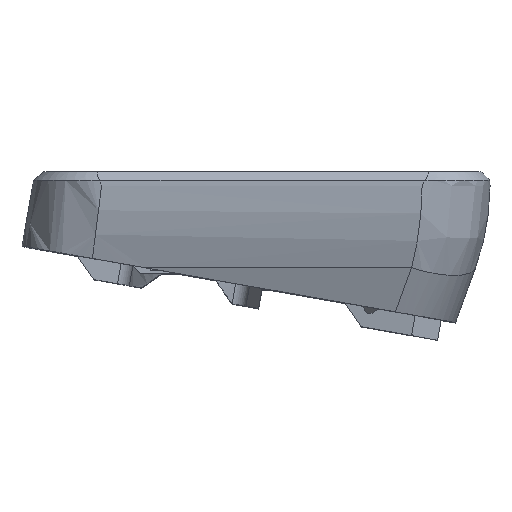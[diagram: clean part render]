
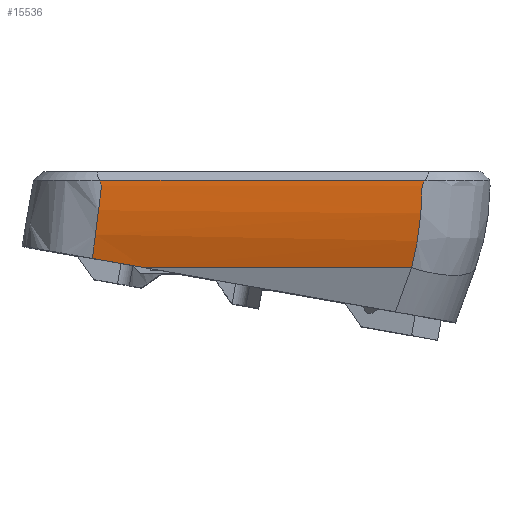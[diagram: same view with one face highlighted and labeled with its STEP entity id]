
A CAD part, top view. The second image highlights one B-rep face of the part: STEP entity #15536.
In plain terms, the highlighted cylindrical face has radius 50 mm (diameter 100 mm), a partial arc.
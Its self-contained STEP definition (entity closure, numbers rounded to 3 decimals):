
#152=CYLINDRICAL_SURFACE('',#16438,50.);
#414=ELLIPSE('',#16395,41.985,27.515);
#415=ELLIPSE('',#16396,61.612,50.);
#418=ELLIPSE('',#16439,287.939,50.);
#688=B_SPLINE_CURVE_WITH_KNOTS('',3,(#23369,#23370,#23371,#23372,#23373,
#23374),.UNSPECIFIED.,.F.,.F.,(4,2,4),(0.,0.001,0.003),
 .UNSPECIFIED.);
#694=B_SPLINE_CURVE_WITH_KNOTS('',3,(#23750,#23751,#23752,#23753,#23754,
#23755),.UNSPECIFIED.,.F.,.F.,(4,2,4),(0.,0.001,
0.003),.UNSPECIFIED.);
#698=B_SPLINE_CURVE_WITH_KNOTS('',3,(#23946,#23947,#23948,#23949,#23950,
#23951,#23952,#23953,#23954,#23955,#23956,#23957,#23958,#23959,#23960,#23961,
#23962,#23963,#23964),.UNSPECIFIED.,.F.,.F.,(4,3,3,3,3,3,4),(0.,0.002,
0.025,0.047,0.069,0.091,
0.099),.UNSPECIFIED.);
#702=B_SPLINE_CURVE_WITH_KNOTS('',3,(#24298,#24299,#24300,#24301,#24302,
#24303,#24304,#24305,#24306,#24307,#24308,#24309,#24310,#24311,#24312,#24313,
#24314,#24315,#24316),.UNSPECIFIED.,.F.,.F.,(4,3,3,3,3,3,4),(1.262,
1.312,1.362,1.413,1.463,1.515,
1.566),.UNSPECIFIED.);
#834=CIRCLE('',#16434,56.401);
#1210=FACE_OUTER_BOUND('',#2060,.T.);
#2060=EDGE_LOOP('',(#10397,#10398,#10399,#10400,#10401,#10402,#10403,#10404,
#10405,#10406));
#3000=LINE('',#23570,#4649);
#3025=LINE('',#24489,#4674);
#4649=VECTOR('',#17885,10.);
#4674=VECTOR('',#18016,10.);
#6304=VERTEX_POINT('',#23361);
#6305=VERTEX_POINT('',#23368);
#6308=VERTEX_POINT('',#23563);
#6309=VERTEX_POINT('',#23701);
#6319=VERTEX_POINT('',#23943);
#6320=VERTEX_POINT('',#23945);
#6321=VERTEX_POINT('',#23965);
#6381=VERTEX_POINT('',#24284);
#6382=VERTEX_POINT('',#24297);
#6386=VERTEX_POINT('',#24487);
#7870=EDGE_CURVE('',#6304,#6305,#688,.T.);
#7875=EDGE_CURVE('',#6308,#6304,#3000,.T.);
#7878=EDGE_CURVE('',#6309,#6308,#694,.T.);
#7890=EDGE_CURVE('',#6319,#6305,#414,.T.);
#7891=EDGE_CURVE('',#6320,#6319,#698,.T.);
#7892=EDGE_CURVE('',#6320,#6321,#415,.T.);
#7954=EDGE_CURVE('',#6381,#6382,#702,.T.);
#7955=EDGE_CURVE('',#6382,#6309,#834,.T.);
#7961=EDGE_CURVE('',#6386,#6381,#418,.T.);
#7962=EDGE_CURVE('',#6386,#6321,#3025,.T.);
#10397=ORIENTED_EDGE('',*,*,#7878,.F.);
#10398=ORIENTED_EDGE('',*,*,#7955,.F.);
#10399=ORIENTED_EDGE('',*,*,#7954,.F.);
#10400=ORIENTED_EDGE('',*,*,#7961,.F.);
#10401=ORIENTED_EDGE('',*,*,#7962,.T.);
#10402=ORIENTED_EDGE('',*,*,#7892,.F.);
#10403=ORIENTED_EDGE('',*,*,#7891,.T.);
#10404=ORIENTED_EDGE('',*,*,#7890,.T.);
#10405=ORIENTED_EDGE('',*,*,#7870,.F.);
#10406=ORIENTED_EDGE('',*,*,#7875,.F.);
#15536=ADVANCED_FACE('',(#1210),#152,.T.);
#16395=AXIS2_PLACEMENT_3D('',#23944,#17903,#17904);
#16396=AXIS2_PLACEMENT_3D('',#23966,#17905,#17906);
#16434=AXIS2_PLACEMENT_3D('',#24317,#18003,#18004);
#16438=AXIS2_PLACEMENT_3D('',#24486,#18012,#18013);
#16439=AXIS2_PLACEMENT_3D('',#24488,#18014,#18015);
#17885=DIRECTION('',(1.,0.,0.));
#17903=DIRECTION('center_axis',(-0.883,0.467,-0.037));
#17904=DIRECTION('ref_axis',(0.469,0.883,-0.036));
#17905=DIRECTION('center_axis',(0.812,0.,
-0.584));
#17906=DIRECTION('ref_axis',(0.584,0.,0.812));
#18003=DIRECTION('center_axis',(-0.941,-0.337,0.036));
#18004=DIRECTION('ref_axis',(0.028,0.028,0.999));
#18012=DIRECTION('center_axis',(1.,0.,0.));
#18013=DIRECTION('ref_axis',(0.,-0.174,0.985));
#18014=DIRECTION('center_axis',(-0.174,-0.985,0.));
#18015=DIRECTION('ref_axis',(0.985,-0.174,0.));
#18016=DIRECTION('',(1.,0.,0.));
#23361=CARTESIAN_POINT('',(75.646,27.801,51.327));
#23368=CARTESIAN_POINT('',(75.673,27.8,51.327));
#23369=CARTESIAN_POINT('Ctrl Pts',(75.646,27.801,51.327));
#23370=CARTESIAN_POINT('Ctrl Pts',(75.651,27.801,51.327));
#23371=CARTESIAN_POINT('Ctrl Pts',(75.655,27.801,51.327));
#23372=CARTESIAN_POINT('Ctrl Pts',(75.664,27.8,51.327));
#23373=CARTESIAN_POINT('Ctrl Pts',(75.669,27.8,51.327));
#23374=CARTESIAN_POINT('Ctrl Pts',(75.673,27.8,51.327));
#23563=CARTESIAN_POINT('',(8.646,27.801,51.327));
#23570=CARTESIAN_POINT('',(41.222,27.801,51.327));
#23701=CARTESIAN_POINT('',(8.619,27.8,51.327));
#23750=CARTESIAN_POINT('Ctrl Pts',(8.619,27.8,51.327));
#23751=CARTESIAN_POINT('Ctrl Pts',(8.623,27.8,51.327));
#23752=CARTESIAN_POINT('Ctrl Pts',(8.628,27.8,51.327));
#23753=CARTESIAN_POINT('Ctrl Pts',(8.637,27.801,51.327));
#23754=CARTESIAN_POINT('Ctrl Pts',(8.642,27.801,51.327));
#23755=CARTESIAN_POINT('Ctrl Pts',(8.646,27.801,51.327));
#23943=CARTESIAN_POINT('',(75.601,27.663,51.33));
#23944=CARTESIAN_POINT('Origin',(76.714,27.61,23.814));
#23945=CARTESIAN_POINT('',(75.095,26.687,51.335));
#23946=CARTESIAN_POINT('Ctrl Pts',(75.095,26.687,51.335));
#23947=CARTESIAN_POINT('Ctrl Pts',(75.098,26.694,51.335));
#23948=CARTESIAN_POINT('Ctrl Pts',(75.102,26.7,51.335));
#23949=CARTESIAN_POINT('Ctrl Pts',(75.105,26.707,51.335));
#23950=CARTESIAN_POINT('Ctrl Pts',(75.14,26.776,51.335));
#23951=CARTESIAN_POINT('Ctrl Pts',(75.178,26.85,51.335));
#23952=CARTESIAN_POINT('Ctrl Pts',(75.217,26.926,51.335));
#23953=CARTESIAN_POINT('Ctrl Pts',(75.255,26.999,51.335));
#23954=CARTESIAN_POINT('Ctrl Pts',(75.293,27.075,51.335));
#23955=CARTESIAN_POINT('Ctrl Pts',(75.333,27.15,51.335));
#23956=CARTESIAN_POINT('Ctrl Pts',(75.372,27.226,51.334));
#23957=CARTESIAN_POINT('Ctrl Pts',(75.411,27.302,51.334));
#23958=CARTESIAN_POINT('Ctrl Pts',(75.45,27.376,51.333));
#23959=CARTESIAN_POINT('Ctrl Pts',(75.49,27.453,51.332));
#23960=CARTESIAN_POINT('Ctrl Pts',(75.53,27.529,51.332));
#23961=CARTESIAN_POINT('Ctrl Pts',(75.567,27.599,51.331));
#23962=CARTESIAN_POINT('Ctrl Pts',(75.579,27.621,51.33));
#23963=CARTESIAN_POINT('Ctrl Pts',(75.59,27.642,51.33));
#23964=CARTESIAN_POINT('Ctrl Pts',(75.601,27.663,51.33));
#23965=CARTESIAN_POINT('',(72.924,9.808,48.32));
#23966=CARTESIAN_POINT('Origin',(39.095,26.909,1.335));
#24284=CARTESIAN_POINT('',(7.115,11.702,48.967));
#24297=CARTESIAN_POINT('',(9.018,26.687,51.335));
#24298=CARTESIAN_POINT('Ctrl Pts',(7.115,11.702,48.967));
#24299=CARTESIAN_POINT('Ctrl Pts',(7.216,12.494,49.22));
#24300=CARTESIAN_POINT('Ctrl Pts',(7.317,13.293,49.453));
#24301=CARTESIAN_POINT('Ctrl Pts',(7.42,14.097,49.666));
#24302=CARTESIAN_POINT('Ctrl Pts',(7.522,14.901,49.879));
#24303=CARTESIAN_POINT('Ctrl Pts',(7.624,15.71,50.072));
#24304=CARTESIAN_POINT('Ctrl Pts',(7.728,16.524,50.245));
#24305=CARTESIAN_POINT('Ctrl Pts',(7.834,17.358,50.422));
#24306=CARTESIAN_POINT('Ctrl Pts',(7.94,18.198,50.578));
#24307=CARTESIAN_POINT('Ctrl Pts',(8.047,19.04,50.712));
#24308=CARTESIAN_POINT('Ctrl Pts',(8.151,19.862,50.843));
#24309=CARTESIAN_POINT('Ctrl Pts',(8.256,20.686,50.954));
#24310=CARTESIAN_POINT('Ctrl Pts',(8.361,21.513,51.043));
#24311=CARTESIAN_POINT('Ctrl Pts',(8.47,22.372,51.137));
#24312=CARTESIAN_POINT('Ctrl Pts',(8.579,23.233,51.208));
#24313=CARTESIAN_POINT('Ctrl Pts',(8.689,24.096,51.256));
#24314=CARTESIAN_POINT('Ctrl Pts',(8.798,24.959,51.305));
#24315=CARTESIAN_POINT('Ctrl Pts',(8.908,25.823,51.331));
#24316=CARTESIAN_POINT('Ctrl Pts',(9.018,26.687,51.335));
#24317=CARTESIAN_POINT('Origin',(7.018,26.22,-5.029));
#24486=CARTESIAN_POINT('Origin',(41.222,26.909,1.335));
#24487=CARTESIAN_POINT('',(17.862,9.808,48.32));
#24488=CARTESIAN_POINT('Origin',(-79.123,26.909,1.335));
#24489=CARTESIAN_POINT('',(41.222,9.808,48.32));
